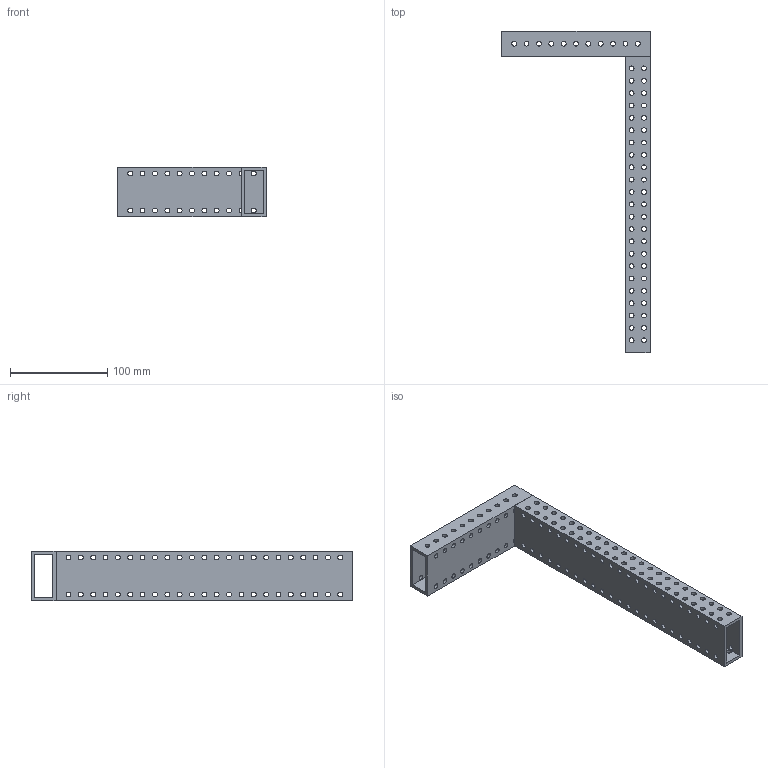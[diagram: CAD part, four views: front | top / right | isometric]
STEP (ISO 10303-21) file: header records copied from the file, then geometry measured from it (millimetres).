
FILE_DESCRIPTION(/* description */ (''),/* implementation_level */ '2;1');
FILE_NAME(/* name */ '5f3c75285638ac159301a687',/* time_stamp */ '2020-08-19T00:41:13+00:00',/* author */ (''),/* organization */ (''),/* preprocessor_version */ 'ST-DEVELOPER v16.7',/* originating_system */ $,/* authorisation */ $);
FILE_SCHEMA (('AUTOMOTIVE_DESIGN {1 0 10303 214 3 1 1}'));
Length unit declared in the file: metre
Products named in the file (2): Tube 2"x1"x12"; Tube 2"x1"x6"
Bounding box: 152.4 x 330.2 x 50.8 mm (x, y, z)
Volume: 187339 mm3; surface area: 132197.4 mm2
Topology: 2 solids, 2 shells, 270 faces, 798 edges, 532 vertices
Faces by surface type: cylinder 250, plane 20
Full cylindrical faces by diameter (mm): 4.978 x250
Entity records: 9136 total; most frequent: DIRECTION 1592, CARTESIAN_POINT 1352, ORIENTED_EDGE 1096, EDGE_LOOP 1024, FACE_BOUND 1024, AXIS2_PLACEMENT_3D 772, EDGE_CURVE 548, VERTEX_POINT 532
